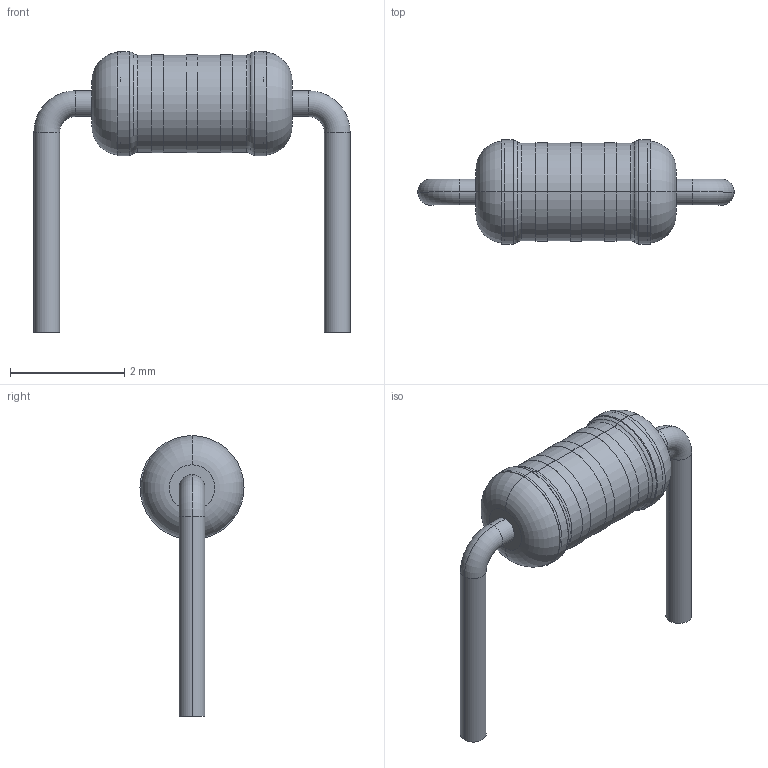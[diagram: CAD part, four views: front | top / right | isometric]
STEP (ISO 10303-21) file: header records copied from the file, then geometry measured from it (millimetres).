
FILE_DESCRIPTION (( 'STEP AP214' ), '1' );
FILE_NAME ('axial-0.2-0.125w.STEP', '2008-07-28T01:26:28', ( 'Chinese User' ), ( 'Chinese ORG' ), 'SwSTEP 2.0', 'SolidWorks 2005204', '' );
FILE_SCHEMA (( 'AUTOMOTIVE_DESIGN' ));
Length unit declared in the file: millimetre
Products named in the file (1): axial-0.2-0.125w
Bounding box: 5.53 x 1.82 x 4.91 mm (x, y, z)
Volume: 11.7 mm3; surface area: 64.5 mm2
Topology: 6 solids, 6 shells, 54 faces, 96 edges, 56 vertices
Faces by surface type: cylinder 24, torus 16, plane 14
Entity records: 1806 total; most frequent: DIRECTION 278, CARTESIAN_POINT 207, ORIENTED_EDGE 192, AXIS2_PLACEMENT_3D 127, EDGE_CURVE 96, CIRCLE 72, EDGE_LOOP 56, VERTEX_POINT 56
